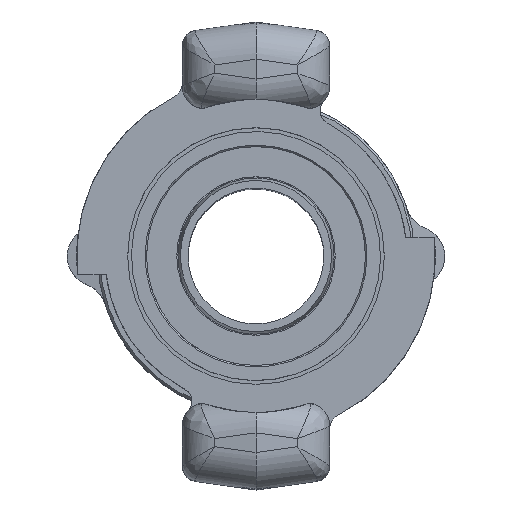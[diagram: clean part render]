
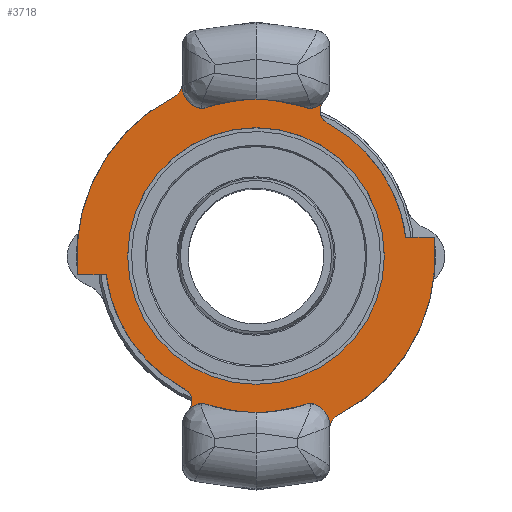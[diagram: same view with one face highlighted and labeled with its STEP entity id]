
A CAD part, top view. The second image highlights one B-rep face of the part: STEP entity #3718.
In plain terms, the highlighted planar face has unit normal (0, 0, 1).
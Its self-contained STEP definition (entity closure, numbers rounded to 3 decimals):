
#197=FACE_BOUND('',#551,.T.);
#227=PLANE('',#4001);
#336=FACE_OUTER_BOUND('',#550,.T.);
#550=EDGE_LOOP('',(#2470,#2471,#2472,#2473,#2474,#2475,#2476,#2477,#2478,
#2479,#2480,#2481,#2482,#2483,#2484,#2485,#2486,#2487));
#551=EDGE_LOOP('',(#2488));
#785=LINE('',#6518,#965);
#786=LINE('',#6522,#966);
#787=LINE('',#6527,#967);
#788=LINE('',#6533,#968);
#789=LINE('',#6537,#969);
#790=LINE('',#6542,#970);
#965=VECTOR('',#4591,10.);
#966=VECTOR('',#4594,10.);
#967=VECTOR('',#4599,10.);
#968=VECTOR('',#4604,10.);
#969=VECTOR('',#4607,10.);
#970=VECTOR('',#4612,10.);
#1109=CIRCLE('',#3918,17.);
#1120=CIRCLE('',#3936,20.);
#1128=CIRCLE('',#3947,20.);
#1147=CIRCLE('',#4002,25.5);
#1148=CIRCLE('',#4003,2.);
#1149=CIRCLE('',#4004,23.75);
#1150=CIRCLE('',#4005,1.835);
#1151=CIRCLE('',#4006,3.);
#1152=CIRCLE('',#4007,25.5);
#1153=CIRCLE('',#4008,2.);
#1154=CIRCLE('',#4009,23.75);
#1155=CIRCLE('',#4010,1.835);
#1156=CIRCLE('',#4011,3.);
#1344=VERTEX_POINT('',#5494);
#1366=VERTEX_POINT('',#5699);
#1367=VERTEX_POINT('',#5701);
#1383=VERTEX_POINT('',#5977);
#1384=VERTEX_POINT('',#5979);
#1452=VERTEX_POINT('',#6516);
#1453=VERTEX_POINT('',#6517);
#1454=VERTEX_POINT('',#6519);
#1455=VERTEX_POINT('',#6521);
#1456=VERTEX_POINT('',#6523);
#1457=VERTEX_POINT('',#6525);
#1458=VERTEX_POINT('',#6528);
#1459=VERTEX_POINT('',#6530);
#1460=VERTEX_POINT('',#6532);
#1461=VERTEX_POINT('',#6534);
#1462=VERTEX_POINT('',#6536);
#1463=VERTEX_POINT('',#6538);
#1464=VERTEX_POINT('',#6540);
#1465=VERTEX_POINT('',#6543);
#1712=EDGE_CURVE('',#1344,#1344,#1109,.T.);
#1741=EDGE_CURVE('',#1366,#1367,#1120,.T.);
#1765=EDGE_CURVE('',#1383,#1384,#1128,.T.);
#1854=EDGE_CURVE('',#1452,#1453,#785,.T.);
#1855=EDGE_CURVE('',#1452,#1454,#1147,.T.);
#1856=EDGE_CURVE('',#1455,#1454,#786,.T.);
#1857=EDGE_CURVE('',#1456,#1455,#1148,.T.);
#1858=EDGE_CURVE('',#1457,#1456,#1149,.T.);
#1859=EDGE_CURVE('',#1384,#1457,#787,.T.);
#1860=EDGE_CURVE('',#1458,#1383,#1150,.T.);
#1861=EDGE_CURVE('',#1459,#1458,#1151,.T.);
#1862=EDGE_CURVE('',#1460,#1459,#788,.T.);
#1863=EDGE_CURVE('',#1460,#1461,#1152,.T.);
#1864=EDGE_CURVE('',#1462,#1461,#789,.T.);
#1865=EDGE_CURVE('',#1463,#1462,#1153,.T.);
#1866=EDGE_CURVE('',#1464,#1463,#1154,.T.);
#1867=EDGE_CURVE('',#1367,#1464,#790,.T.);
#1868=EDGE_CURVE('',#1465,#1366,#1155,.T.);
#1869=EDGE_CURVE('',#1453,#1465,#1156,.T.);
#2470=ORIENTED_EDGE('',*,*,#1854,.F.);
#2471=ORIENTED_EDGE('',*,*,#1855,.T.);
#2472=ORIENTED_EDGE('',*,*,#1856,.F.);
#2473=ORIENTED_EDGE('',*,*,#1857,.F.);
#2474=ORIENTED_EDGE('',*,*,#1858,.F.);
#2475=ORIENTED_EDGE('',*,*,#1859,.F.);
#2476=ORIENTED_EDGE('',*,*,#1765,.F.);
#2477=ORIENTED_EDGE('',*,*,#1860,.F.);
#2478=ORIENTED_EDGE('',*,*,#1861,.F.);
#2479=ORIENTED_EDGE('',*,*,#1862,.F.);
#2480=ORIENTED_EDGE('',*,*,#1863,.T.);
#2481=ORIENTED_EDGE('',*,*,#1864,.F.);
#2482=ORIENTED_EDGE('',*,*,#1865,.F.);
#2483=ORIENTED_EDGE('',*,*,#1866,.F.);
#2484=ORIENTED_EDGE('',*,*,#1867,.F.);
#2485=ORIENTED_EDGE('',*,*,#1741,.F.);
#2486=ORIENTED_EDGE('',*,*,#1868,.F.);
#2487=ORIENTED_EDGE('',*,*,#1869,.F.);
#2488=ORIENTED_EDGE('',*,*,#1712,.T.);
#3718=ADVANCED_FACE('',(#336,#197),#227,.F.);
#3918=AXIS2_PLACEMENT_3D('',#5496,#4387,#4388);
#3936=AXIS2_PLACEMENT_3D('',#5702,#4428,#4429);
#3947=AXIS2_PLACEMENT_3D('',#5980,#4455,#4456);
#4001=AXIS2_PLACEMENT_3D('',#6515,#4589,#4590);
#4002=AXIS2_PLACEMENT_3D('',#6520,#4592,#4593);
#4003=AXIS2_PLACEMENT_3D('',#6524,#4595,#4596);
#4004=AXIS2_PLACEMENT_3D('',#6526,#4597,#4598);
#4005=AXIS2_PLACEMENT_3D('',#6529,#4600,#4601);
#4006=AXIS2_PLACEMENT_3D('',#6531,#4602,#4603);
#4007=AXIS2_PLACEMENT_3D('',#6535,#4605,#4606);
#4008=AXIS2_PLACEMENT_3D('',#6539,#4608,#4609);
#4009=AXIS2_PLACEMENT_3D('',#6541,#4610,#4611);
#4010=AXIS2_PLACEMENT_3D('',#6544,#4613,#4614);
#4011=AXIS2_PLACEMENT_3D('',#6545,#4615,#4616);
#4387=DIRECTION('center_axis',(0.,0.,-1.));
#4388=DIRECTION('ref_axis',(-1.,0.,0.));
#4428=DIRECTION('center_axis',(0.,0.,-1.));
#4429=DIRECTION('ref_axis',(0.,1.,0.));
#4455=DIRECTION('center_axis',(0.,0.,-1.));
#4456=DIRECTION('ref_axis',(0.,1.,0.));
#4589=DIRECTION('center_axis',(0.,0.,-1.));
#4590=DIRECTION('ref_axis',(-1.,0.,0.));
#4591=DIRECTION('',(0.,-1.,0.));
#4592=DIRECTION('center_axis',(0.,0.,1.));
#4593=DIRECTION('ref_axis',(-1.,0.,0.));
#4594=DIRECTION('',(0.,1.,0.));
#4595=DIRECTION('center_axis',(0.,0.,1.));
#4596=DIRECTION('ref_axis',(0.853,-0.521,0.));
#4597=DIRECTION('center_axis',(0.,0.,-1.));
#4598=DIRECTION('ref_axis',(-0.411,0.912,0.));
#4599=DIRECTION('',(-1.,0.,0.));
#4600=DIRECTION('center_axis',(0.,0.,1.));
#4601=DIRECTION('ref_axis',(0.741,-0.671,0.));
#4602=DIRECTION('center_axis',(0.,0.,-1.));
#4603=DIRECTION('ref_axis',(-0.755,0.656,0.));
#4604=DIRECTION('',(0.,1.,0.));
#4605=DIRECTION('center_axis',(0.,0.,1.));
#4606=DIRECTION('ref_axis',(-1.,0.,0.));
#4607=DIRECTION('',(0.,-1.,0.));
#4608=DIRECTION('center_axis',(0.,0.,1.));
#4609=DIRECTION('ref_axis',(-0.853,0.521,0.));
#4610=DIRECTION('center_axis',(0.,0.,-1.));
#4611=DIRECTION('ref_axis',(0.411,-0.912,0.));
#4612=DIRECTION('',(1.,0.,0.));
#4613=DIRECTION('center_axis',(0.,0.,1.));
#4614=DIRECTION('ref_axis',(-0.741,0.671,0.));
#4615=DIRECTION('center_axis',(0.,0.,-1.));
#4616=DIRECTION('ref_axis',(0.755,-0.656,0.));
#5494=CARTESIAN_POINT('',(17.,0.,-5.114));
#5496=CARTESIAN_POINT('Origin',(0.,0.,-5.114));
#5699=CARTESIAN_POINT('',(9.466,17.618,-5.114));
#5701=CARTESIAN_POINT('',(19.843,2.5,-5.114));
#5702=CARTESIAN_POINT('Origin',(0.,0.,-5.114));
#5977=CARTESIAN_POINT('',(-9.466,-17.618,-5.114));
#5979=CARTESIAN_POINT('',(-19.843,-2.5,-5.114));
#5980=CARTESIAN_POINT('Origin',(0.,0.,-5.114));
#6515=CARTESIAN_POINT('Origin',(-20.25,0.,-5.114));
#6516=CARTESIAN_POINT('',(9.75,23.562,-5.114));
#6517=CARTESIAN_POINT('',(9.75,22.478,-5.114));
#6518=CARTESIAN_POINT('',(9.75,15.5,-5.114));
#6519=CARTESIAN_POINT('',(-9.75,23.562,-5.114));
#6520=CARTESIAN_POINT('Origin',(0.,0.,-5.114));
#6521=CARTESIAN_POINT('',(-9.75,22.913,-5.114));
#6522=CARTESIAN_POINT('',(-9.75,-15.5,-5.114));
#6523=CARTESIAN_POINT('',(-10.837,21.133,-5.114));
#6524=CARTESIAN_POINT('Origin',(-11.75,22.913,-5.114));
#6525=CARTESIAN_POINT('',(-23.618,-2.5,-5.114));
#6526=CARTESIAN_POINT('Origin',(0.,0.,-5.114));
#6527=CARTESIAN_POINT('',(-10.125,-2.5,-5.114));
#6528=CARTESIAN_POINT('',(-8.974,-20.465,-5.114));
#6529=CARTESIAN_POINT('Origin',(-10.335,-19.234,-5.114));
#6530=CARTESIAN_POINT('',(-9.75,-22.478,-5.114));
#6531=CARTESIAN_POINT('Origin',(-6.75,-22.478,-5.114));
#6532=CARTESIAN_POINT('',(-9.75,-23.562,-5.114));
#6533=CARTESIAN_POINT('',(-9.75,-15.5,-5.114));
#6534=CARTESIAN_POINT('',(9.75,-23.562,-5.114));
#6535=CARTESIAN_POINT('Origin',(0.,0.,-5.114));
#6536=CARTESIAN_POINT('',(9.75,-22.913,-5.114));
#6537=CARTESIAN_POINT('',(9.75,15.5,-5.114));
#6538=CARTESIAN_POINT('',(10.837,-21.133,-5.114));
#6539=CARTESIAN_POINT('Origin',(11.75,-22.913,-5.114));
#6540=CARTESIAN_POINT('',(23.618,2.5,-5.114));
#6541=CARTESIAN_POINT('Origin',(0.,0.,-5.114));
#6542=CARTESIAN_POINT('',(-10.125,2.5,-5.114));
#6543=CARTESIAN_POINT('',(8.974,20.465,-5.114));
#6544=CARTESIAN_POINT('Origin',(10.335,19.234,-5.114));
#6545=CARTESIAN_POINT('Origin',(6.75,22.478,-5.114));
